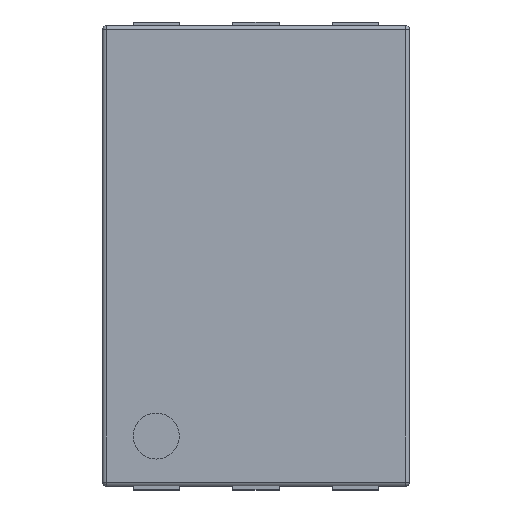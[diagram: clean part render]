
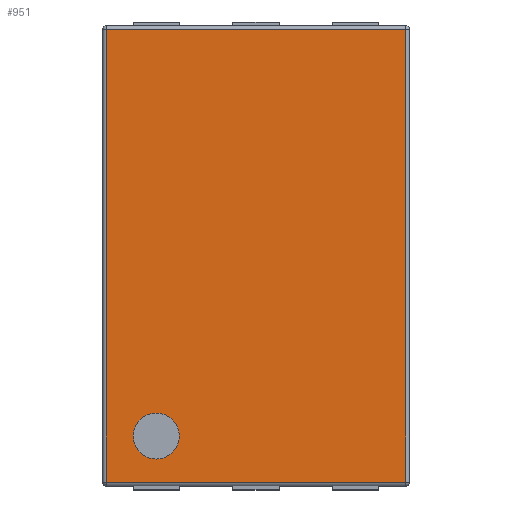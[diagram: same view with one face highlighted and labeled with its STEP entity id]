
A CAD part, top view. The second image highlights one B-rep face of the part: STEP entity #951.
In plain terms, the highlighted planar face has unit normal (0, 0, 1).
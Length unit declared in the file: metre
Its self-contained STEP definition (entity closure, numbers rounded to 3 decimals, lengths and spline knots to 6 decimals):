
#67=CIRCLE('',#1138,0.00015);
#275=ORIENTED_EDGE('',*,*,#438,.T.);
#276=ORIENTED_EDGE('',*,*,#439,.T.);
#277=ORIENTED_EDGE('',*,*,#440,.T.);
#278=ORIENTED_EDGE('',*,*,#441,.T.);
#279=ORIENTED_EDGE('',*,*,#442,.T.);
#438=EDGE_CURVE('',#534,#534,#67,.F.);
#439=EDGE_CURVE('',#535,#536,#631,.T.);
#440=EDGE_CURVE('',#536,#537,#632,.T.);
#441=EDGE_CURVE('',#537,#538,#633,.F.);
#442=EDGE_CURVE('',#538,#535,#634,.F.);
#534=VERTEX_POINT('',#1702);
#535=VERTEX_POINT('',#1704);
#536=VERTEX_POINT('',#1705);
#537=VERTEX_POINT('',#1707);
#538=VERTEX_POINT('',#1709);
#631=LINE('',#1703,#726);
#632=LINE('',#1706,#727);
#633=LINE('',#1708,#728);
#634=LINE('',#1710,#729);
#726=VECTOR('',#1400,1.);
#727=VECTOR('',#1401,1.);
#728=VECTOR('',#1402,1.);
#729=VECTOR('',#1403,1.);
#777=EDGE_LOOP('',(#275));
#778=EDGE_LOOP('',(#276,#277,#278,#279));
#842=FACE_BOUND('',#777,.T.);
#843=FACE_BOUND('',#778,.T.);
#901=PLANE('',#1137);
#951=ADVANCED_FACE('',(#842,#843),#901,.T.);
#1137=AXIS2_PLACEMENT_3D('',#1700,#1396,#1397);
#1138=AXIS2_PLACEMENT_3D('',#1701,#1398,#1399);
#1396=DIRECTION('',(0.,0.,1.));
#1397=DIRECTION('',(1.,0.,0.));
#1398=DIRECTION('',(0.,0.,1.));
#1399=DIRECTION('',(1.,0.,0.));
#1400=DIRECTION('',(0.,-1.,0.));
#1401=DIRECTION('',(1.,0.,0.));
#1402=DIRECTION('',(0.,-1.,0.));
#1403=DIRECTION('',(1.,0.,0.));
#1700=CARTESIAN_POINT('',(0.,0.,0.001));
#1701=CARTESIAN_POINT('',(-0.00065,-0.001175,0.001));
#1702=CARTESIAN_POINT('',(-0.0005,-0.001175,0.001));
#1703=CARTESIAN_POINT('',(-0.000975,-0.0015,0.001));
#1704=CARTESIAN_POINT('',(-0.000975,0.001475,0.001));
#1705=CARTESIAN_POINT('',(-0.000975,-0.001475,0.001));
#1706=CARTESIAN_POINT('',(0.001,-0.001475,0.001));
#1707=CARTESIAN_POINT('',(0.000975,-0.001475,0.001));
#1708=CARTESIAN_POINT('',(0.000975,0.,0.001));
#1709=CARTESIAN_POINT('',(0.000975,0.001475,0.001));
#1710=CARTESIAN_POINT('',(0.,0.001475,0.001));
